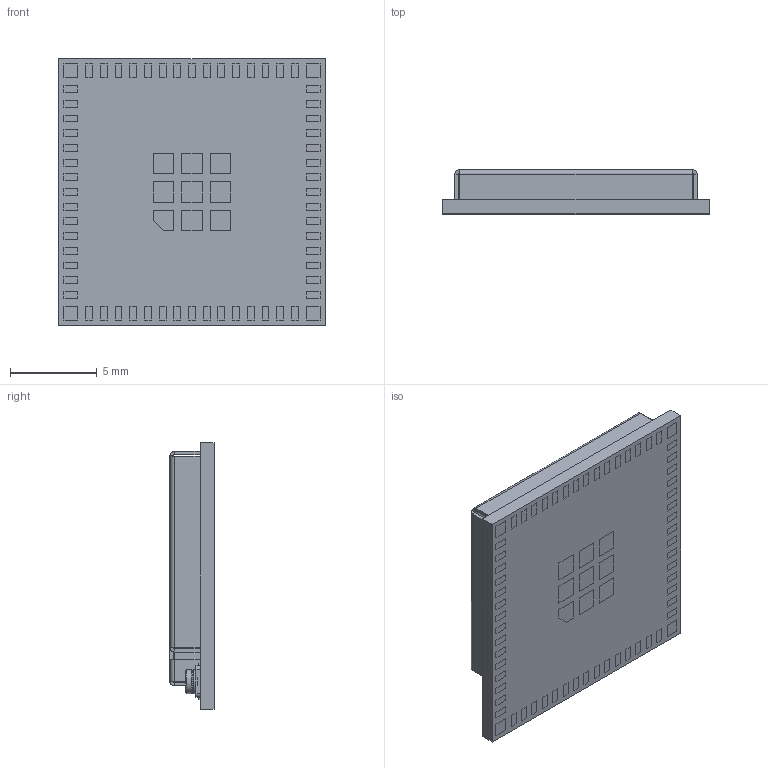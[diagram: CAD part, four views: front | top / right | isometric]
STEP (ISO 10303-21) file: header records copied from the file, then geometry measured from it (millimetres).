
FILE_DESCRIPTION (( 'STEP AP214' ), '1' );
FILE_NAME ('ESP32-S3-MINI-1U-N8.STEP', '2023-11-27T10:01:40', ( '' ), ( '' ), 'SwSTEP 2.0', 'SolidWorks 2021', '' );
FILE_SCHEMA (( 'AUTOMOTIVE_DESIGN' ));
Length unit declared in the file: millimetre
Products named in the file (3): ESP32-S3-MINI-1U-N8_ESP32-C3-MINI-1-N4; antenna jack; ESP32-S3-MINI-1U-N8
Assembly tree (2 placements, depth 2):
  ESP32-S3-MINI-1U-N8
    ESP32-S3-MINI-1U-N8_ESP32-C3-MINI-1-N4
    antenna jack
Bounding box: 15.4 x 2.55 x 15.4 mm (x, y, z)
Volume: 241.8 mm3; surface area: 1216.4 mm2
Topology: 80 solids, 80 shells, 990 faces, 2203 edges, 1446 vertices
Faces by surface type: plane 923, cylinder 45, bspline 16, cone 6
Entity records: 28045 total; most frequent: CARTESIAN_POINT 5198, ORIENTED_EDGE 4398, DIRECTION 4217, EDGE_CURVE 2199, VECTOR 2095, LINE 2095, VERTEX_POINT 1446, EDGE_LOOP 1071
